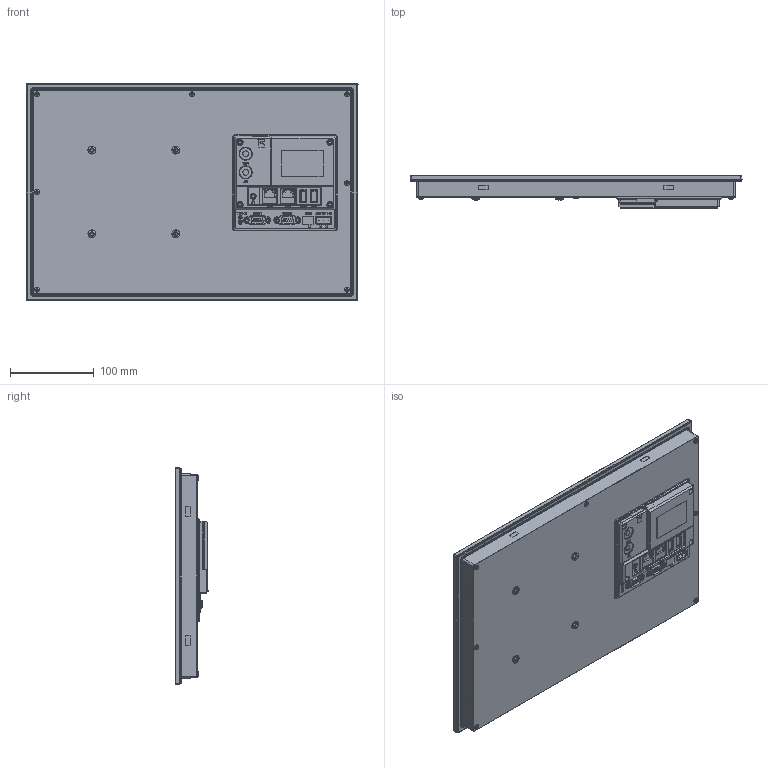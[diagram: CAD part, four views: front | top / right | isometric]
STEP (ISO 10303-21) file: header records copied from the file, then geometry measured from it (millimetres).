
FILE_DESCRIPTION(('CATIA V5 STEP Exchange'),'2;1');
FILE_NAME('TS5D-1500.stp','2024-02-29T06:18:09+00:00',('none'),('none'),'CATIA Version 5 Release 20 GA (IN-10)','CATIA V5 STEP AP203','none');
FILE_SCHEMA(('CONFIG_CONTROL_DESIGN'));
Products named in the file (1): TS5D-1500-4G（宋工）_step
Bounding box: 396 x 38.75 x 259 mm (x, y, z)
Volume: 2518813.6 mm3; surface area: 460005.2 mm2
Topology: 27 solids, 28 shells, 2895 faces, 8159 edges, 5466 vertices
Faces by surface type: plane 1411, bspline 676, cylinder 507, torus 145, cone 111, sphere 45
Entity records: 117273 total; most frequent: CARTESIAN_POINT 51404, ORIENTED_EDGE 16304, DIRECTION 9352, EDGE_CURVE 8152, VERTEX_POINT 5466, VECTOR 4087, LINE 4087, EDGE_LOOP 3088
